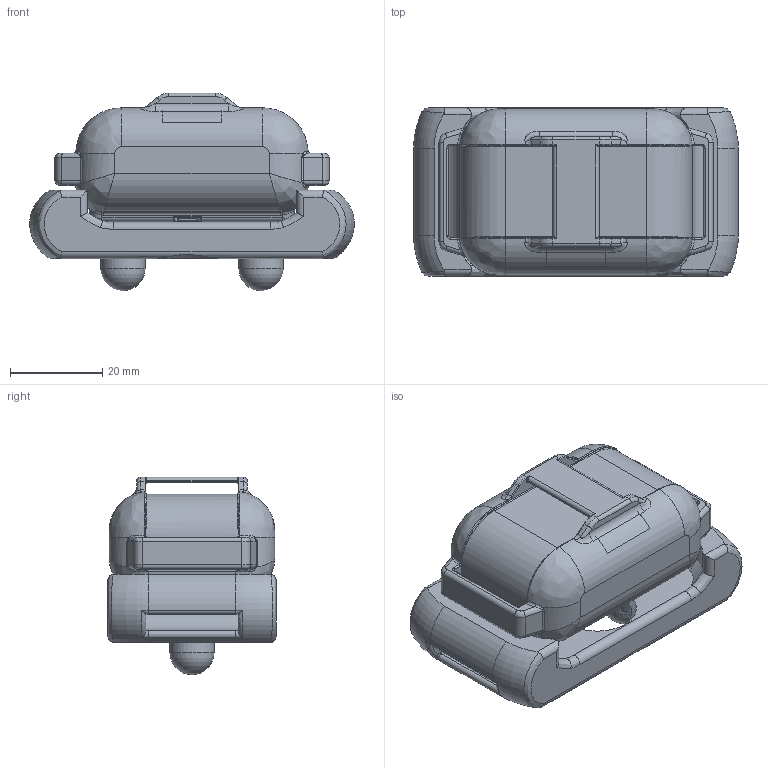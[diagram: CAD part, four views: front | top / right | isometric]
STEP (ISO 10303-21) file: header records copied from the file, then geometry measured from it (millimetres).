
FILE_DESCRIPTION(/* description */ (''),/* implementation_level */ '2;1');
FILE_NAME(/* name */ 'PicSSpacer v2 - NullSlim.step',/* time_stamp */ '2023-10-28T19:36:04-07:00',/* author */ (''),/* organization */ (''),/* preprocessor_version */ 'ST-DEVELOPER v20',/* originating_system */ 'Autodesk Translation Framework v12.14.0.127',/* authorisation */ '');
FILE_SCHEMA (('AUTOMOTIVE_DESIGN { 1 0 10303 214 3 1 1 }'));
Length unit declared in the file: millimetre
Products named in the file (3): PicSSpacer; PiCSUnit; PiS Spacer
Assembly tree (2 placements, depth 2):
  PicSSpacer
    PiCSUnit
    PiS Spacer
Bounding box: 70.48 x 36.6 x 42.9 mm (x, y, z)
Volume: 56292.3 mm3; surface area: 17413.8 mm2
Topology: 5 solids, 5 shells, 517 faces, 1338 edges, 797 vertices
Faces by surface type: cylinder 183, bspline 147, plane 90, torus 72, cone 19, sphere 6
Full cylindrical faces by diameter (mm): 1.3 x1, 3.5 x1, 6 x4, 7 x1, 9.6 x2, 12.938 x2
Entity records: 20787 total; most frequent: CARTESIAN_POINT 8949, ORIENTED_EDGE 2620, DIRECTION 2280, EDGE_CURVE 1310, AXIS2_PLACEMENT_3D 947, VERTEX_POINT 797, CIRCLE 536, EDGE_LOOP 527
